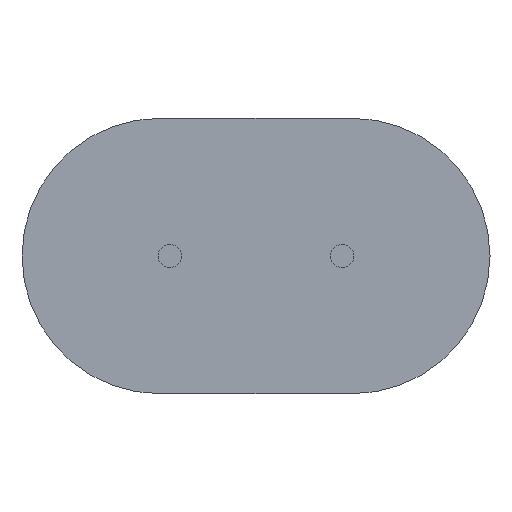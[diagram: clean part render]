
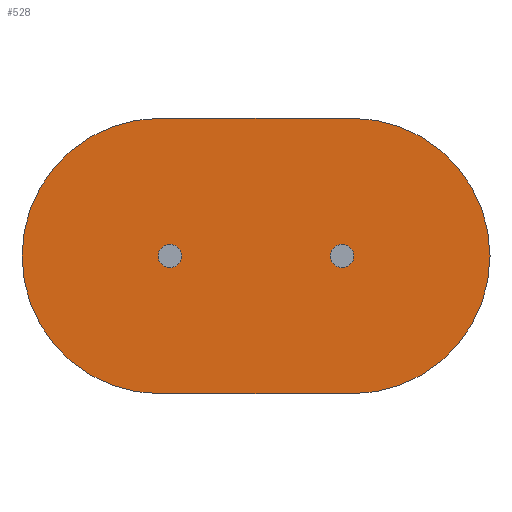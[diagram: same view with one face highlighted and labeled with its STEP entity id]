
A CAD part, front view. The second image highlights one B-rep face of the part: STEP entity #528.
In plain terms, the highlighted planar face has unit normal (0, -1, 0).
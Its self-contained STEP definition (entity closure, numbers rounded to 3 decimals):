
#1 = CARTESIAN_POINT ( 'NONE',  ( -1.25, 0., -0.17 ) ) ;
#21 = DIRECTION ( 'NONE',  ( 0., -1., 0. ) ) ;
#22 = CARTESIAN_POINT ( 'NONE',  ( 1.4, 0., -2. ) ) ;
#33 = DIRECTION ( 'NONE',  ( 0., -1., 0. ) ) ;
#34 = CARTESIAN_POINT ( 'NONE',  ( 1.25, 0., 0.17 ) ) ;
#41 = ORIENTED_EDGE ( 'NONE', *, *, #156, .F. ) ;
#48 = VERTEX_POINT ( 'NONE', #34 ) ;
#56 = VERTEX_POINT ( 'NONE', #22 ) ;
#62 = ORIENTED_EDGE ( 'NONE', *, *, #242, .F. ) ;
#71 = CARTESIAN_POINT ( 'NONE',  ( -1.4, 0., 0. ) ) ;
#76 = DIRECTION ( 'NONE',  ( -1., 0., 0. ) ) ;
#85 = ORIENTED_EDGE ( 'NONE', *, *, #363, .F. ) ;
#87 = DIRECTION ( 'NONE',  ( 0., 1., 0. ) ) ;
#94 = LINE ( 'NONE', #294, #627 ) ;
#112 = CARTESIAN_POINT ( 'NONE',  ( -1.25, 0., 0.17 ) ) ;
#118 = ORIENTED_EDGE ( 'NONE', *, *, #571, .F. ) ;
#119 = AXIS2_PLACEMENT_3D ( 'NONE', #71, #459, #373 ) ;
#139 = EDGE_CURVE ( 'NONE', #590, #56, #583, .T. ) ;
#142 = DIRECTION ( 'NONE',  ( 0., 0., 1. ) ) ;
#144 = PLANE ( 'NONE',  #179 ) ;
#156 = EDGE_CURVE ( 'NONE', #323, #590, #94, .T. ) ;
#170 = CARTESIAN_POINT ( 'NONE',  ( 1.4, 0., 2. ) ) ;
#179 = AXIS2_PLACEMENT_3D ( 'NONE', #281, #87, #579 ) ;
#193 = DIRECTION ( 'NONE',  ( 0., 0., -1. ) ) ;
#209 = EDGE_LOOP ( 'NONE', ( #62, #85 ) ) ;
#212 = DIRECTION ( 'NONE',  ( 0., -1., 0. ) ) ;
#213 = ORIENTED_EDGE ( 'NONE', *, *, #475, .F. ) ;
#216 = DIRECTION ( 'NONE',  ( 0., -1., 0. ) ) ;
#242 = EDGE_CURVE ( 'NONE', #259, #280, #316, .T. ) ;
#249 = VERTEX_POINT ( 'NONE', #545 ) ;
#250 = DIRECTION ( 'NONE',  ( 0., 1., 0. ) ) ;
#255 = CIRCLE ( 'NONE', #503, 0.17 ) ;
#259 = VERTEX_POINT ( 'NONE', #112 ) ;
#274 = CARTESIAN_POINT ( 'NONE',  ( 1.4, 0., -2. ) ) ;
#279 = DIRECTION ( 'NONE',  ( 0., 0., 1. ) ) ;
#280 = VERTEX_POINT ( 'NONE', #1 ) ;
#281 = CARTESIAN_POINT ( 'NONE',  ( 1.4, 0., 0. ) ) ;
#293 = FACE_BOUND ( 'NONE', #417, .T. ) ;
#294 = CARTESIAN_POINT ( 'NONE',  ( 1.4, 0., 2. ) ) ;
#296 = CIRCLE ( 'NONE', #534, 0.17 ) ;
#316 = CIRCLE ( 'NONE', #419, 0.17 ) ;
#322 = CARTESIAN_POINT ( 'NONE',  ( -1.25, 0., 0. ) ) ;
#323 = VERTEX_POINT ( 'NONE', #501 ) ;
#326 = DIRECTION ( 'NONE',  ( 0., 0., 1. ) ) ;
#356 = CARTESIAN_POINT ( 'NONE',  ( -1.25, 0., 0. ) ) ;
#363 = EDGE_CURVE ( 'NONE', #280, #259, #255, .T. ) ;
#368 = CARTESIAN_POINT ( 'NONE',  ( 1.25, 0., -0.17 ) ) ;
#373 = DIRECTION ( 'NONE',  ( 0., 0., -1. ) ) ;
#402 = VECTOR ( 'NONE', #76, 1000. ) ;
#417 = EDGE_LOOP ( 'NONE', ( #554, #436 ) ) ;
#419 = AXIS2_PLACEMENT_3D ( 'NONE', #356, #212, #589 ) ;
#422 = CIRCLE ( 'NONE', #440, 0.17 ) ;
#433 = FACE_OUTER_BOUND ( 'NONE', #446, .T. ) ;
#436 = ORIENTED_EDGE ( 'NONE', *, *, #500, .F. ) ;
#440 = AXIS2_PLACEMENT_3D ( 'NONE', #521, #33, #142 ) ;
#444 = ORIENTED_EDGE ( 'NONE', *, *, #139, .F. ) ;
#446 = EDGE_LOOP ( 'NONE', ( #41, #213, #118, #444 ) ) ;
#459 = DIRECTION ( 'NONE',  ( 0., 1., 0. ) ) ;
#469 = EDGE_CURVE ( 'NONE', #48, #624, #296, .T. ) ;
#473 = FACE_BOUND ( 'NONE', #209, .T. ) ;
#475 = EDGE_CURVE ( 'NONE', #249, #323, #613, .T. ) ;
#488 = DIRECTION ( 'NONE',  ( 1., 0., 0. ) ) ;
#500 = EDGE_CURVE ( 'NONE', #624, #48, #422, .T. ) ;
#501 = CARTESIAN_POINT ( 'NONE',  ( -1.4, 0., 2. ) ) ;
#503 = AXIS2_PLACEMENT_3D ( 'NONE', #322, #216, #326 ) ;
#508 = CARTESIAN_POINT ( 'NONE',  ( 1.25, 0., 0. ) ) ;
#521 = CARTESIAN_POINT ( 'NONE',  ( 1.25, 0., 0. ) ) ;
#528 = ADVANCED_FACE ( 'NONE', ( #433, #293, #473 ), #144, .F. ) ;
#534 = AXIS2_PLACEMENT_3D ( 'NONE', #508, #21, #279 ) ;
#545 = CARTESIAN_POINT ( 'NONE',  ( -1.4, 0., -2. ) ) ;
#554 = ORIENTED_EDGE ( 'NONE', *, *, #469, .F. ) ;
#555 = LINE ( 'NONE', #274, #402 ) ;
#571 = EDGE_CURVE ( 'NONE', #56, #249, #555, .T. ) ;
#573 = AXIS2_PLACEMENT_3D ( 'NONE', #577, #250, #193 ) ;
#577 = CARTESIAN_POINT ( 'NONE',  ( 1.4, 0., 0. ) ) ;
#579 = DIRECTION ( 'NONE',  ( 0., 0., 1. ) ) ;
#583 = CIRCLE ( 'NONE', #573, 2. ) ;
#589 = DIRECTION ( 'NONE',  ( 0., 0., 1. ) ) ;
#590 = VERTEX_POINT ( 'NONE', #170 ) ;
#613 = CIRCLE ( 'NONE', #119, 2. ) ;
#624 = VERTEX_POINT ( 'NONE', #368 ) ;
#627 = VECTOR ( 'NONE', #488, 1000. ) ;
